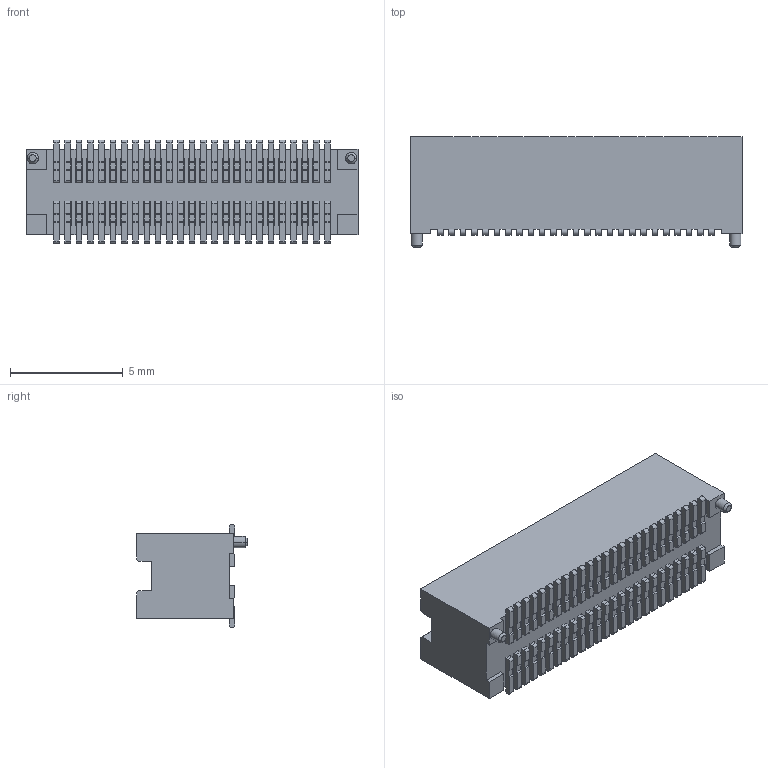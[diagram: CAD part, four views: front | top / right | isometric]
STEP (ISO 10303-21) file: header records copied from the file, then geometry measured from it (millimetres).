
FILE_DESCRIPTION((''),'2;1');
FILE_NAME('FBB05008-F50-H44','2022-02-08T',('工程三'),(''),'PRO/ENGINEER BY PARAMETRIC TECHNOLOGY CORPORATION, 2010280','PRO/ENGINEER BY PARAMETRIC TECHNOLOGY CORPORATION, 2010280','');
FILE_SCHEMA(('CONFIG_CONTROL_DESIGN'));
Length unit declared in the file: millimetre
Products named in the file (1): FBB05008-F50-H44
Bounding box: 14.7 x 4.9 x 4.6 mm (x, y, z)
Volume: 161 mm3; surface area: 913.7 mm2
Topology: 1 solids, 1 shells, 1764 faces, 6264 edges, 4104 vertices
Faces by surface type: plane 1156, cylinder 604, cone 4
Entity records: 67630 total; most frequent: ORIENTED_EDGE 12528, CARTESIAN_POINT 12132, DIRECTION 11004, EDGE_CURVE 6264, VECTOR 5052, LINE 5052, VERTEX_POINT 4104, AXIS2_PLACEMENT_3D 2976
